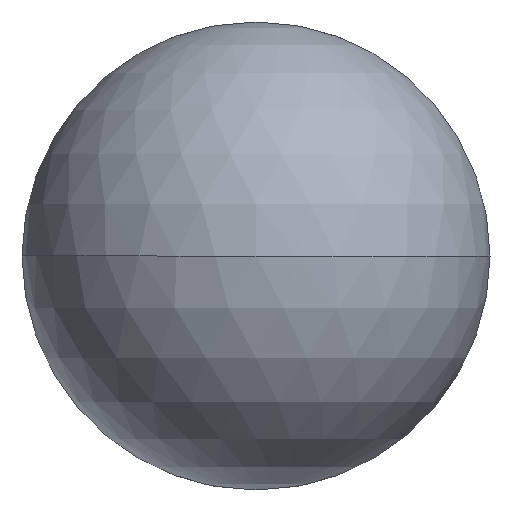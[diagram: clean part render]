
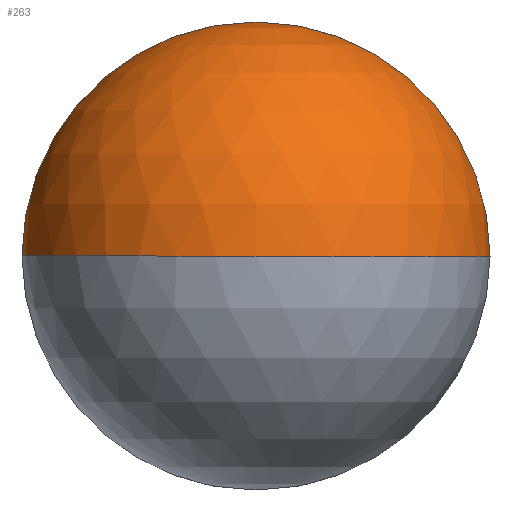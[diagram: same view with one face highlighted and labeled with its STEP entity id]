
A CAD part, front view. The second image highlights one B-rep face of the part: STEP entity #263.
In plain terms, the highlighted spherical face has radius 4.763 mm.
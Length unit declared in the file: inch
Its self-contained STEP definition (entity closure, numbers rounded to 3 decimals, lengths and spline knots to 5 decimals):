
#2 = FACE_OUTER_BOUND ( 'NONE', #13, .T. ) ;
#6 = ORIENTED_EDGE ( 'NONE', *, *, #291, .F. ) ;
#8 = DIRECTION ( 'NONE',  ( 0., 0., 1. ) ) ;
#13 = EDGE_LOOP ( 'NONE', ( #211, #108, #6, #173 ) ) ;
#15 = CARTESIAN_POINT ( 'NONE',  ( 0., 0.1875, 0.1875 ) ) ;
#20 = EDGE_CURVE ( 'NONE', #243, #320, #261, .T. ) ;
#33 = DIRECTION ( 'NONE',  ( 0., 0., -1. ) ) ;
#36 = CARTESIAN_POINT ( 'NONE',  ( -0.1875, 0.1875, 0. ) ) ;
#67 = CARTESIAN_POINT ( 'NONE',  ( 0., 0.1875, 0. ) ) ;
#81 = CARTESIAN_POINT ( 'NONE',  ( 0.1875, 0.1875, 0. ) ) ;
#86 = CARTESIAN_POINT ( 'NONE',  ( 0., 0., 0. ) ) ;
#90 = DIRECTION ( 'NONE',  ( -1., 0., 0. ) ) ;
#105 = CIRCLE ( 'NONE', #350, 0.1875 ) ;
#108 = ORIENTED_EDGE ( 'NONE', *, *, #20, .T. ) ;
#111 = CIRCLE ( 'NONE', #311, 0.1875 ) ;
#118 = AXIS2_PLACEMENT_3D ( 'NONE', #67, #8, #197 ) ;
#131 = SPHERICAL_SURFACE ( 'NONE', #118, 0.1875 ) ;
#144 = CARTESIAN_POINT ( 'NONE',  ( 0., 0.1875, 0. ) ) ;
#150 = AXIS2_PLACEMENT_3D ( 'NONE', #345, #184, #154 ) ;
#154 = DIRECTION ( 'NONE',  ( 1., 0., 0. ) ) ;
#164 = EDGE_CURVE ( 'NONE', #282, #217, #279, .T. ) ;
#168 = DIRECTION ( 'NONE',  ( 0., 0., -1. ) ) ;
#173 = ORIENTED_EDGE ( 'NONE', *, *, #164, .T. ) ;
#183 = DIRECTION ( 'NONE',  ( 0., -1., 0. ) ) ;
#184 = DIRECTION ( 'NONE',  ( 0., 0., 1. ) ) ;
#197 = DIRECTION ( 'NONE',  ( 1., 0., 0. ) ) ;
#201 = DIRECTION ( 'NONE',  ( 0., 0., -1. ) ) ;
#210 = AXIS2_PLACEMENT_3D ( 'NONE', #356, #363, #168 ) ;
#211 = ORIENTED_EDGE ( 'NONE', *, *, #228, .T. ) ;
#217 = VERTEX_POINT ( 'NONE', #15 ) ;
#228 = EDGE_CURVE ( 'NONE', #217, #243, #105, .T. ) ;
#243 = VERTEX_POINT ( 'NONE', #36 ) ;
#261 = CIRCLE ( 'NONE', #150, 0.1875 ) ;
#263 = ADVANCED_FACE ( 'NONE', ( #2 ), #131, .T. ) ;
#279 = CIRCLE ( 'NONE', #210, 0.1875 ) ;
#282 = VERTEX_POINT ( 'NONE', #81 ) ;
#291 = EDGE_CURVE ( 'NONE', #282, #320, #111, .T. ) ;
#311 = AXIS2_PLACEMENT_3D ( 'NONE', #144, #201, #90 ) ;
#320 = VERTEX_POINT ( 'NONE', #86 ) ;
#345 = CARTESIAN_POINT ( 'NONE',  ( 0., 0.1875, 0. ) ) ;
#350 = AXIS2_PLACEMENT_3D ( 'NONE', #362, #183, #33 ) ;
#356 = CARTESIAN_POINT ( 'NONE',  ( 0., 0.1875, 0. ) ) ;
#362 = CARTESIAN_POINT ( 'NONE',  ( 0., 0.1875, 0. ) ) ;
#363 = DIRECTION ( 'NONE',  ( 0., -1., 0. ) ) ;
